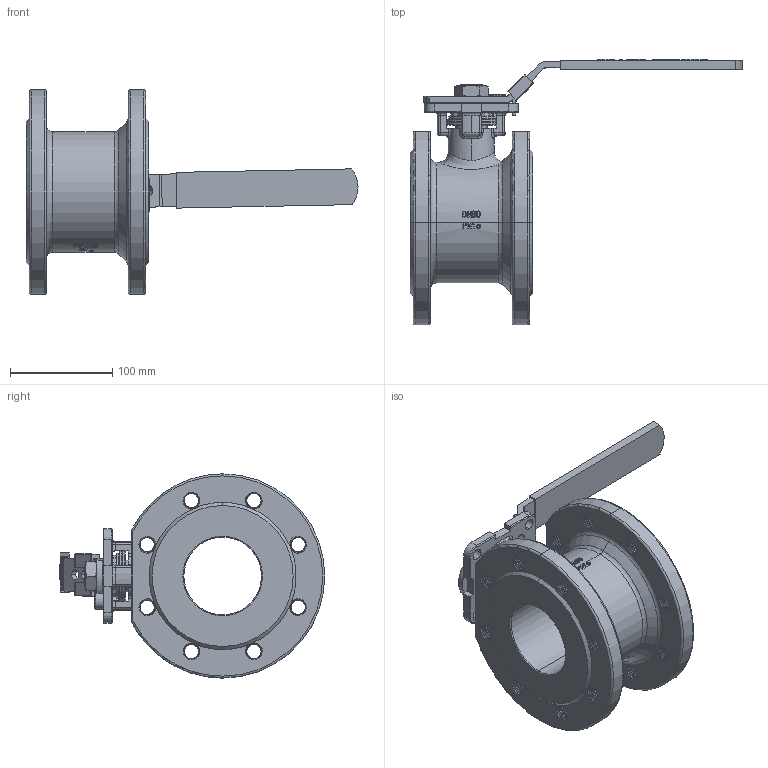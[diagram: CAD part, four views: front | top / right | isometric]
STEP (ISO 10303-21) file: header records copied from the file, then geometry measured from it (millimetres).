
FILE_DESCRIPTION (( 'STEP AP214' ), '1' );
FILE_NAME ('KH156-Kompaktkugelhahn-DN80-PN-16-40-Handhebel-Fergo.STEP', '2022-10-19T12:58:12', ( '' ), ( '' ), 'SwSTEP 2.0', 'SolidWorks 2022', '' );
FILE_SCHEMA (( 'AUTOMOTIVE_DESIGN' ));
Length unit declared in the file: millimetre
Products named in the file (1): KH156-Kompaktkugelhahn-DN80-PN-16-40-Handhebel-Fergo
Bounding box: 324.95 x 260 x 200 mm (x, y, z)
Volume: 1721978.1 mm3; surface area: 266293.8 mm2
Topology: 4 solids, 4 shells, 1576 faces, 4314 edges, 2753 vertices
Faces by surface type: cylinder 588, plane 442, bspline 360, torus 90, cone 83, sphere 13
Entity records: 135759 total; most frequent: CARTESIAN_POINT 100728, ORIENTED_EDGE 8562, DIRECTION 5763, EDGE_CURVE 4281, VERTEX_POINT 2753, AXIS2_PLACEMENT_3D 2004, LINE 1755, VECTOR 1755
